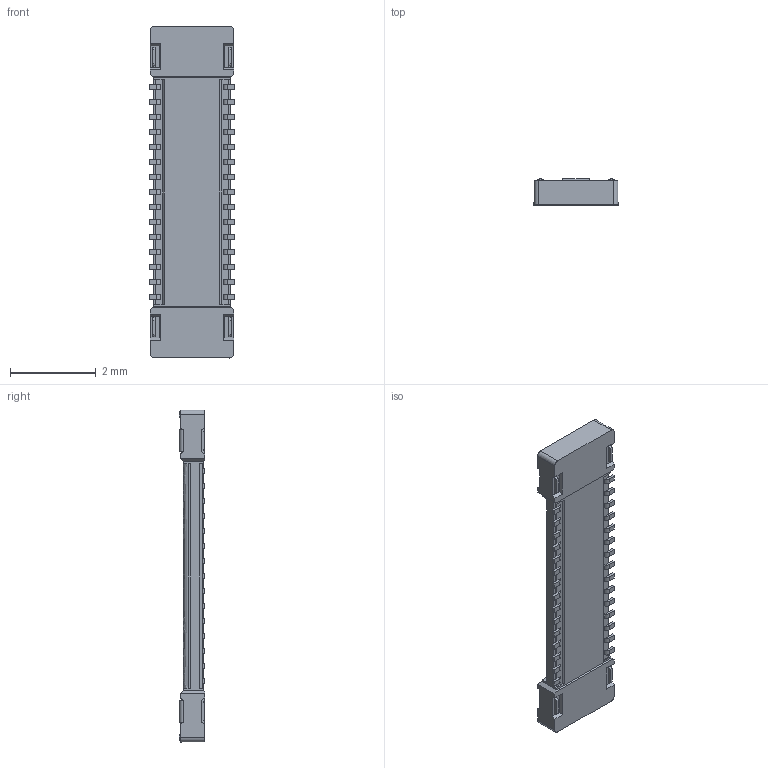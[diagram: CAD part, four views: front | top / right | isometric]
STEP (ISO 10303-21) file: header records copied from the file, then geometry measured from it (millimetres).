
FILE_DESCRIPTION (( 'STEP AP203' ), '1' );
FILE_NAME ('BM23FR0.6-30DS-0.35V(51)_4800327051_3diges.STEP', '2021-07-08T02:51:27', ( '' ), ( '' ), 'SwSTEP 2.0', 'SolidWorks 2019', '' );
FILE_SCHEMA (( 'CONFIG_CONTROL_DESIGN' ));
Length unit declared in the file: millimetre
Products named in the file (1): BM23FR0.6-30DS-0.35V(51)_4800327051_3diges
Bounding box: 1.98 x 0.6 x 7.75 mm (x, y, z)
Volume: 5 mm3; surface area: 52.8 mm2
Topology: 1 solids, 5 shells, 725 faces, 1970 edges, 1260 vertices
Faces by surface type: bspline 725
Entity records: 23933 total; most frequent: CARTESIAN_POINT 7799, ORIENTED_EDGE 3940, DIRECTION 2204, EDGE_CURVE 1970, VECTOR 1546, LINE 1546, VERTEX_POINT 1260, EDGE_LOOP 790
